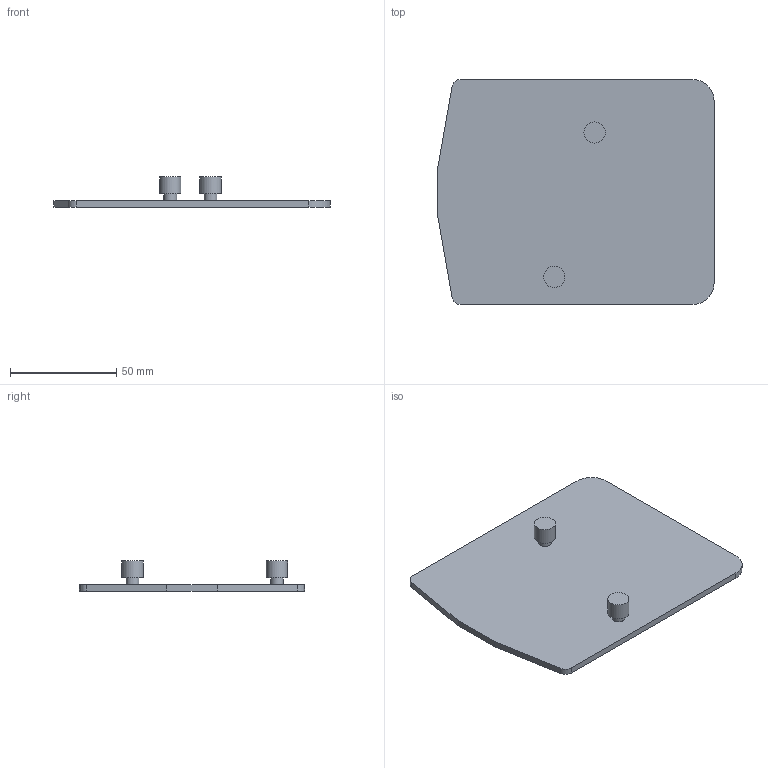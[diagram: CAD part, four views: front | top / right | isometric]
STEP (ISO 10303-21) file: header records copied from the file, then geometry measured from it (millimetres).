
FILE_DESCRIPTION(/* description */ (''),/* implementation_level */ '2;1');
FILE_NAME(/* name */ '1554712194002.stp',/* time_stamp */ '2019-04-08T10:30:10+02:00',/* author */ (''),/* organization */ ('SMS'),/* preprocessor_version */ 'ST-DEVELOPER v15',/* originating_system */ 'SIEMENS PLM Software NX 8.5',/* authorisation */ '');
FILE_SCHEMA (('AUTOMOTIVE_DESIGN { 1 0 10303 214 3 1 1 1 }'));
Length unit declared in the file: millimetre
Products named in the file (1): 111169612mod000_01
Bounding box: 130 x 106 x 14.2 mm (x, y, z)
Volume: 41624.5 mm3; surface area: 29125.3 mm2
Topology: 1 solids, 1 shells, 52 faces, 104 edges, 65 vertices
Faces by surface type: plane 28, cone 14, cylinder 10
Full cylindrical faces by diameter (mm): 6 x2, 10 x2, 12.4 x2
Entity records: 1355 total; most frequent: CARTESIAN_POINT 269, DIRECTION 226, ORIENTED_EDGE 184, EDGE_CURVE 92, AXIS2_PLACEMENT_3D 90, EDGE_LOOP 68, VERTEX_POINT 58, ADVANCED_FACE 52
